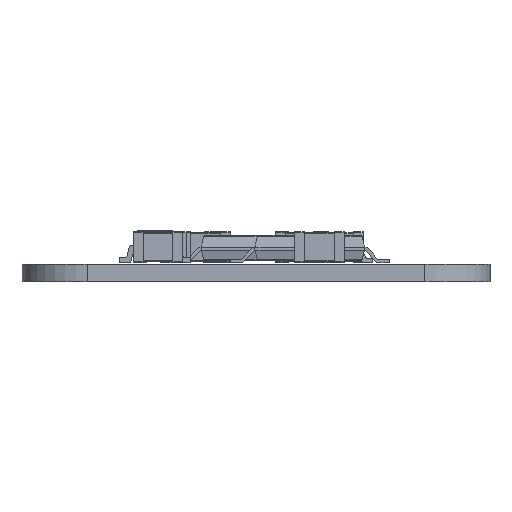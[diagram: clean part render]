
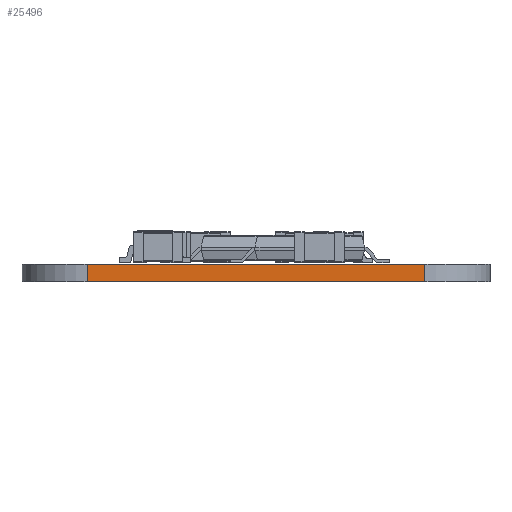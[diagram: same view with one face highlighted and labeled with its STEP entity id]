
A CAD part, front view. The second image highlights one B-rep face of the part: STEP entity #25496.
In plain terms, the highlighted planar face has unit normal (0, -1, 0).
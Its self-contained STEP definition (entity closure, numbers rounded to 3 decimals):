
#24468 = VERTEX_POINT('',#24469);
#24469 = CARTESIAN_POINT('',(0.836,-50.874,0.));
#24476 = EDGE_CURVE('',#24477,#24468,#24479,.T.);
#24477 = VERTEX_POINT('',#24478);
#24478 = CARTESIAN_POINT('',(14.404,-50.874,0.));
#24479 = LINE('',#24480,#24481);
#24480 = CARTESIAN_POINT('',(14.404,-50.874,0.));
#24481 = VECTOR('',#24482,1.);
#24482 = DIRECTION('',(-1.,0.,0.));
#24977 = VERTEX_POINT('',#24978);
#24978 = CARTESIAN_POINT('',(0.836,-50.874,0.7));
#24985 = EDGE_CURVE('',#24986,#24977,#24988,.T.);
#24986 = VERTEX_POINT('',#24987);
#24987 = CARTESIAN_POINT('',(14.404,-50.874,0.7));
#24988 = LINE('',#24989,#24990);
#24989 = CARTESIAN_POINT('',(14.404,-50.874,0.7));
#24990 = VECTOR('',#24991,1.);
#24991 = DIRECTION('',(-1.,0.,0.));
#25468 = EDGE_CURVE('',#24477,#24986,#25469,.T.);
#25469 = LINE('',#25470,#25471);
#25470 = CARTESIAN_POINT('',(14.404,-50.874,0.));
#25471 = VECTOR('',#25472,1.);
#25472 = DIRECTION('',(0.,0.,1.));
#25496 = ADVANCED_FACE('',(#25497),#25508,.T.);
#25497 = FACE_BOUND('',#25498,.T.);
#25498 = EDGE_LOOP('',(#25499,#25500,#25501,#25507));
#25499 = ORIENTED_EDGE('',*,*,#25468,.T.);
#25500 = ORIENTED_EDGE('',*,*,#24985,.T.);
#25501 = ORIENTED_EDGE('',*,*,#25502,.F.);
#25502 = EDGE_CURVE('',#24468,#24977,#25503,.T.);
#25503 = LINE('',#25504,#25505);
#25504 = CARTESIAN_POINT('',(0.836,-50.874,0.));
#25505 = VECTOR('',#25506,1.);
#25506 = DIRECTION('',(0.,0.,1.));
#25507 = ORIENTED_EDGE('',*,*,#24476,.F.);
#25508 = PLANE('',#25509);
#25509 = AXIS2_PLACEMENT_3D('',#25510,#25511,#25512);
#25510 = CARTESIAN_POINT('',(14.404,-50.874,0.));
#25511 = DIRECTION('',(0.,-1.,0.));
#25512 = DIRECTION('',(-1.,0.,0.));
